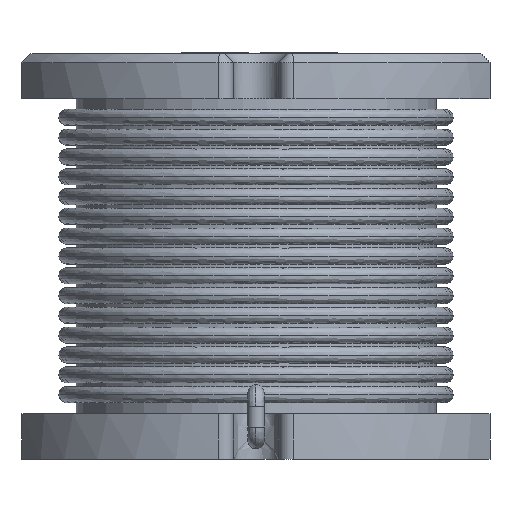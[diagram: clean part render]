
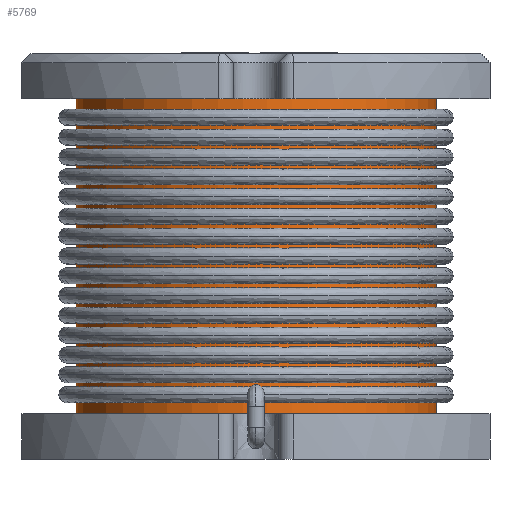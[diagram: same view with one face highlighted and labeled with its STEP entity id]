
A CAD part, front view. The second image highlights one B-rep face of the part: STEP entity #5769.
In plain terms, the highlighted free-form (B-spline) face has degree [2, 1] with [5, 2] control points.
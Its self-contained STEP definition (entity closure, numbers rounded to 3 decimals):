
#3534 = VERTEX_POINT('',#3535);
#3535 = CARTESIAN_POINT('',(2.,0.,4.01));
#3536 = VERTEX_POINT('',#3537);
#3537 = CARTESIAN_POINT('',(-2.,0.,4.01));
#3545 = EDGE_CURVE('',#3534,#3546,#3548,.T.);
#3546 = VERTEX_POINT('',#3547);
#3547 = CARTESIAN_POINT('',(2.,0.,0.51));
#3548 = B_SPLINE_CURVE_WITH_KNOTS('',1,(#3549,#3550),.UNSPECIFIED.,.F.,
  .F.,(2,2),(-0.,3.5),.PIECEWISE_BEZIER_KNOTS.);
#3549 = CARTESIAN_POINT('',(2.,0.,4.01));
#3550 = CARTESIAN_POINT('',(2.,0.,0.51));
#3553 = VERTEX_POINT('',#3554);
#3554 = CARTESIAN_POINT('',(-2.,0.,0.51));
#3562 = EDGE_CURVE('',#3536,#3553,#3563,.T.);
#3563 = B_SPLINE_CURVE_WITH_KNOTS('',1,(#3564,#3565),.UNSPECIFIED.,.F.,
  .F.,(2,2),(-0.,3.5),.PIECEWISE_BEZIER_KNOTS.);
#3564 = CARTESIAN_POINT('',(-2.,0.,4.01));
#3565 = CARTESIAN_POINT('',(-2.,0.,0.51));
#5530 = EDGE_CURVE('',#3553,#3546,#5531,.T.);
#5531 = ( BOUNDED_CURVE() B_SPLINE_CURVE(2,(#5532,#5533,#5534,#5535,
#5536),.UNSPECIFIED.,.F.,.F.) B_SPLINE_CURVE_WITH_KNOTS((3,2,3),(
    3.142,4.712,6.283),
.PIECEWISE_BEZIER_KNOTS.) CURVE() GEOMETRIC_REPRESENTATION_ITEM() 
RATIONAL_B_SPLINE_CURVE((1.,0.707,1.,0.707,1.)) 
REPRESENTATION_ITEM('') );
#5532 = CARTESIAN_POINT('',(-2.,0.,0.51));
#5533 = CARTESIAN_POINT('',(-2.,-2.,0.51));
#5534 = CARTESIAN_POINT('',(0.,-2.,0.51));
#5535 = CARTESIAN_POINT('',(2.,-2.,0.51));
#5536 = CARTESIAN_POINT('',(2.,0.,0.51));
#5769 = ADVANCED_FACE('',(#5770),#5783,.T.);
#5770 = FACE_BOUND('',#5771,.T.);
#5771 = EDGE_LOOP('',(#5772,#5773,#5781,#5782));
#5772 = ORIENTED_EDGE('',*,*,#3545,.F.);
#5773 = ORIENTED_EDGE('',*,*,#5774,.F.);
#5774 = EDGE_CURVE('',#3536,#3534,#5775,.T.);
#5775 = ( BOUNDED_CURVE() B_SPLINE_CURVE(2,(#5776,#5777,#5778,#5779,
#5780),.UNSPECIFIED.,.F.,.F.) B_SPLINE_CURVE_WITH_KNOTS((3,2,3),(
    3.142,4.712,6.283),
.PIECEWISE_BEZIER_KNOTS.) CURVE() GEOMETRIC_REPRESENTATION_ITEM() 
RATIONAL_B_SPLINE_CURVE((1.,0.707,1.,0.707,1.)) 
REPRESENTATION_ITEM('') );
#5776 = CARTESIAN_POINT('',(-2.,0.,4.01));
#5777 = CARTESIAN_POINT('',(-2.,-2.,4.01));
#5778 = CARTESIAN_POINT('',(0.,-2.,4.01));
#5779 = CARTESIAN_POINT('',(2.,-2.,4.01));
#5780 = CARTESIAN_POINT('',(2.,0.,4.01));
#5781 = ORIENTED_EDGE('',*,*,#3562,.T.);
#5782 = ORIENTED_EDGE('',*,*,#5530,.T.);
#5783 = ( BOUNDED_SURFACE() B_SPLINE_SURFACE(2,1,(
    (#5784,#5785)
    ,(#5786,#5787)
    ,(#5788,#5789)
    ,(#5790,#5791)
    ,(#5792,#5793
)),.UNSPECIFIED.,.F.,.F.,.F.) B_SPLINE_SURFACE_WITH_KNOTS((3,2,3),(2,2),
  (3.142,4.712,6.283),(0.,3.5),
.PIECEWISE_BEZIER_KNOTS.) GEOMETRIC_REPRESENTATION_ITEM() 
RATIONAL_B_SPLINE_SURFACE((
    (1.,1.)
    ,(0.707,0.707)
    ,(1.,1.)
    ,(0.707,0.707)
,(1.,1.))) REPRESENTATION_ITEM('') SURFACE() );
#5784 = CARTESIAN_POINT('',(2.,0.,4.01));
#5785 = CARTESIAN_POINT('',(2.,0.,0.51));
#5786 = CARTESIAN_POINT('',(2.,-2.,4.01));
#5787 = CARTESIAN_POINT('',(2.,-2.,0.51));
#5788 = CARTESIAN_POINT('',(0.,-2.,4.01));
#5789 = CARTESIAN_POINT('',(0.,-2.,0.51));
#5790 = CARTESIAN_POINT('',(-2.,-2.,4.01));
#5791 = CARTESIAN_POINT('',(-2.,-2.,0.51));
#5792 = CARTESIAN_POINT('',(-2.,0.,4.01));
#5793 = CARTESIAN_POINT('',(-2.,0.,0.51));
